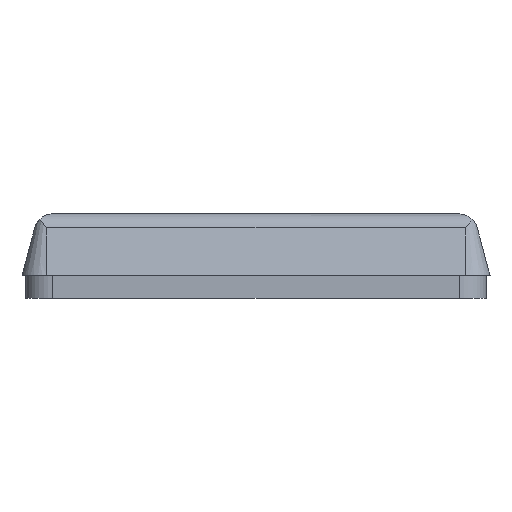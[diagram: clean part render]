
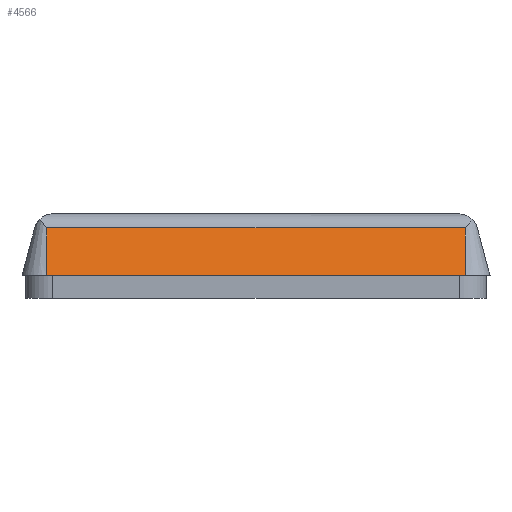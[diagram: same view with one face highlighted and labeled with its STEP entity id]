
A CAD part, left-side view. The second image highlights one B-rep face of the part: STEP entity #4566.
In plain terms, the highlighted planar face has unit normal (-0.966, 0, 0.259).
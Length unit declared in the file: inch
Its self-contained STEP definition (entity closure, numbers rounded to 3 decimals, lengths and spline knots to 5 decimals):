
#53 = DIRECTION ( 'NONE',  ( 0., -1., 0. ) ) ;
#156 = VERTEX_POINT ( 'NONE', #647 ) ;
#488 = EDGE_CURVE ( 'NONE', #156, #4039, #2855, .T. ) ;
#523 = AXIS2_PLACEMENT_3D ( 'NONE', #2569, #3438, #2144 ) ;
#542 = EDGE_LOOP ( 'NONE', ( #3206, #3057, #2449, #2961 ) ) ;
#647 = CARTESIAN_POINT ( 'NONE',  ( -2.42126, 1.07449, 0. ) ) ;
#844 = FACE_OUTER_BOUND ( 'NONE', #542, .T. ) ;
#845 = CARTESIAN_POINT ( 'NONE',  ( -2.42126, 1.07449, 0. ) ) ;
#1070 = DIRECTION ( 'NONE',  ( -0.259, 0., -0.966 ) ) ;
#1124 = CARTESIAN_POINT ( 'NONE',  ( -2.35634, 1.07449, 0.24229 ) ) ;
#1410 = VERTEX_POINT ( 'NONE', #4320 ) ;
#1527 = DIRECTION ( 'NONE',  ( 0.259, 0., 0.966 ) ) ;
#2144 = DIRECTION ( 'NONE',  ( 0.259, 0., 0.966 ) ) ;
#2301 = VECTOR ( 'NONE', #2965, 39.37008 ) ;
#2372 = VECTOR ( 'NONE', #53, 39.37008 ) ;
#2449 = ORIENTED_EDGE ( 'NONE', *, *, #4255, .F. ) ;
#2569 = CARTESIAN_POINT ( 'NONE',  ( -2.42126, 1.07449, 0. ) ) ;
#2824 = CARTESIAN_POINT ( 'NONE',  ( -5266.46248, 1.07449, -19645.66929 ) ) ;
#2855 = LINE ( 'NONE', #2824, #4195 ) ;
#2933 = LINE ( 'NONE', #845, #2301 ) ;
#2961 = ORIENTED_EDGE ( 'NONE', *, *, #3701, .F. ) ;
#2965 = DIRECTION ( 'NONE',  ( 0., -1., 0. ) ) ;
#3057 = ORIENTED_EDGE ( 'NONE', *, *, #5534, .T. ) ;
#3206 = ORIENTED_EDGE ( 'NONE', *, *, #488, .F. ) ;
#3276 = CARTESIAN_POINT ( 'NONE',  ( -5266.46248, -1.07449, -19645.66929 ) ) ;
#3438 = DIRECTION ( 'NONE',  ( -0.966, 0., 0.259 ) ) ;
#3701 = EDGE_CURVE ( 'NONE', #4039, #1410, #5222, .T. ) ;
#3761 = CARTESIAN_POINT ( 'NONE',  ( -2.42126, -1.07449, 0. ) ) ;
#4039 = VERTEX_POINT ( 'NONE', #1124 ) ;
#4195 = VECTOR ( 'NONE', #1527, 39.37008 ) ;
#4247 = CARTESIAN_POINT ( 'NONE',  ( -2.35634, 3.93701, 0.24229 ) ) ;
#4255 = EDGE_CURVE ( 'NONE', #1410, #5567, #4938, .T. ) ;
#4317 = PLANE ( 'NONE',  #523 ) ;
#4320 = CARTESIAN_POINT ( 'NONE',  ( -2.35634, -1.07449, 0.24229 ) ) ;
#4566 = ADVANCED_FACE ( 'NONE', ( #844 ), #4317, .T. ) ;
#4938 = LINE ( 'NONE', #3276, #5588 ) ;
#5222 = LINE ( 'NONE', #4247, #2372 ) ;
#5534 = EDGE_CURVE ( 'NONE', #156, #5567, #2933, .T. ) ;
#5567 = VERTEX_POINT ( 'NONE', #3761 ) ;
#5588 = VECTOR ( 'NONE', #1070, 39.37008 ) ;
